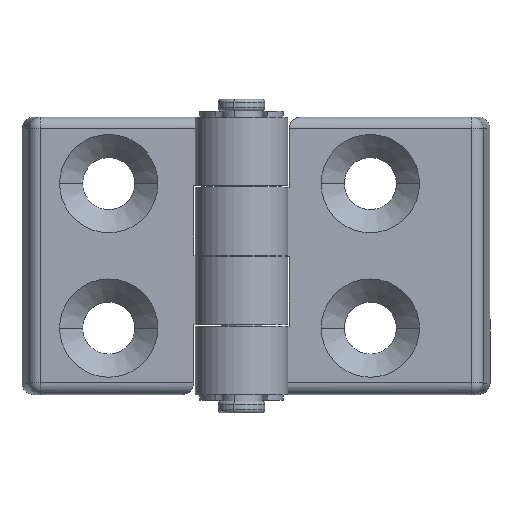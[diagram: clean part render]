
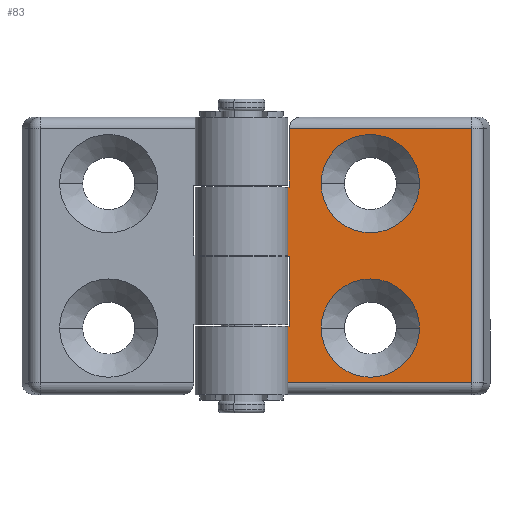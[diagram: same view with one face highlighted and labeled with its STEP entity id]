
A CAD part, top view. The second image highlights one B-rep face of the part: STEP entity #83.
In plain terms, the highlighted planar face has unit normal (0, 0, 1).
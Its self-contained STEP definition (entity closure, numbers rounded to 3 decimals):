
#69 = DIRECTION ( 'NONE',  ( 1., 0., 0. ) ) ;
#83 = ADVANCED_FACE ( 'NONE', ( #2736, #3385, #3735 ), #3657, .T. ) ;
#108 = DIRECTION ( 'NONE',  ( 0., 1., 0. ) ) ;
#119 = VERTEX_POINT ( 'NONE', #1299 ) ;
#139 = ORIENTED_EDGE ( 'NONE', *, *, #3472, .F. ) ;
#143 = EDGE_CURVE ( 'NONE', #5152, #4942, #2590, .T. ) ;
#325 = CIRCLE ( 'NONE', #2938, 8.5 ) ;
#327 = ORIENTED_EDGE ( 'NONE', *, *, #699, .T. ) ;
#370 = VERTEX_POINT ( 'NONE', #2451 ) ;
#441 = CARTESIAN_POINT ( 'NONE',  ( -14.3, -0.1, 4. ) ) ;
#468 = DIRECTION ( 'NONE',  ( 0., -1., 0. ) ) ;
#502 = LINE ( 'NONE', #5874, #3815 ) ;
#550 = LINE ( 'NONE', #4910, #4313 ) ;
#551 = CARTESIAN_POINT ( 'NONE',  ( 19.2, -22., 4. ) ) ;
#558 = DIRECTION ( 'NONE',  ( 0., -1., 0. ) ) ;
#604 = DIRECTION ( 'NONE',  ( 1., 0., 0. ) ) ;
#635 = CARTESIAN_POINT ( 'NONE',  ( -8.5, -12.5, 4. ) ) ;
#646 = CIRCLE ( 'NONE', #697, 8.5 ) ;
#697 = AXIS2_PLACEMENT_3D ( 'NONE', #4950, #5656, #604 ) ;
#699 = EDGE_CURVE ( 'NONE', #5699, #3601, #2507, .T. ) ;
#904 = CARTESIAN_POINT ( 'NONE',  ( 8.5, -12.5, 4. ) ) ;
#975 = VECTOR ( 'NONE', #69, 1000. ) ;
#979 = EDGE_LOOP ( 'NONE', ( #1216, #3900 ) ) ;
#983 = VECTOR ( 'NONE', #468, 1000. ) ;
#1216 = ORIENTED_EDGE ( 'NONE', *, *, #4679, .T. ) ;
#1247 = EDGE_CURVE ( 'NONE', #3702, #5152, #2578, .T. ) ;
#1298 = CIRCLE ( 'NONE', #2797, 8.5 ) ;
#1299 = CARTESIAN_POINT ( 'NONE',  ( -14., -12.2, 4. ) ) ;
#1337 = CARTESIAN_POINT ( 'NONE',  ( -14., 0., 4. ) ) ;
#1357 = ORIENTED_EDGE ( 'NONE', *, *, #2698, .T. ) ;
#1404 = AXIS2_PLACEMENT_3D ( 'NONE', #5205, #4255, #3354 ) ;
#1600 = DIRECTION ( 'NONE',  ( 1., 0., 0. ) ) ;
#1612 = CARTESIAN_POINT ( 'NONE',  ( -14.3, 11.9, 4. ) ) ;
#1617 = EDGE_CURVE ( 'NONE', #4815, #2916, #2570, .T. ) ;
#1746 = DIRECTION ( 'NONE',  ( 1., 0., 0. ) ) ;
#1763 = VECTOR ( 'NONE', #5105, 1000. ) ;
#1834 = DIRECTION ( 'NONE',  ( 1., 0., 0. ) ) ;
#2041 = CARTESIAN_POINT ( 'NONE',  ( -14.3, 24., 4. ) ) ;
#2236 = VECTOR ( 'NONE', #558, 1000. ) ;
#2451 = CARTESIAN_POINT ( 'NONE',  ( -8.5, 12.5, 4. ) ) ;
#2493 = DIRECTION ( 'NONE',  ( 0., -1., 0. ) ) ;
#2507 = LINE ( 'NONE', #2686, #983 ) ;
#2570 = LINE ( 'NONE', #2041, #5561 ) ;
#2572 = DIRECTION ( 'NONE',  ( 0., 0., 1. ) ) ;
#2578 = LINE ( 'NONE', #3251, #4836 ) ;
#2590 = LINE ( 'NONE', #1337, #2236 ) ;
#2602 = EDGE_LOOP ( 'NONE', ( #2700, #5455 ) ) ;
#2686 = CARTESIAN_POINT ( 'NONE',  ( -14.3, 24., 4. ) ) ;
#2698 = EDGE_CURVE ( 'NONE', #3601, #3389, #2951, .T. ) ;
#2700 = ORIENTED_EDGE ( 'NONE', *, *, #3753, .F. ) ;
#2736 = FACE_BOUND ( 'NONE', #979, .T. ) ;
#2765 = ORIENTED_EDGE ( 'NONE', *, *, #3142, .T. ) ;
#2797 = AXIS2_PLACEMENT_3D ( 'NONE', #3642, #4123, #1746 ) ;
#2886 = CARTESIAN_POINT ( 'NONE',  ( 17.54, 0., 4. ) ) ;
#2916 = VERTEX_POINT ( 'NONE', #441 ) ;
#2938 = AXIS2_PLACEMENT_3D ( 'NONE', #3855, #2572, #1600 ) ;
#2951 = LINE ( 'NONE', #551, #1763 ) ;
#3015 = ORIENTED_EDGE ( 'NONE', *, *, #5021, .F. ) ;
#3030 = VERTEX_POINT ( 'NONE', #4580 ) ;
#3142 = EDGE_CURVE ( 'NONE', #2916, #3030, #550, .T. ) ;
#3203 = CARTESIAN_POINT ( 'NONE',  ( 0., 0., 4. ) ) ;
#3241 = CARTESIAN_POINT ( 'NONE',  ( 0., -12.2, 4. ) ) ;
#3251 = CARTESIAN_POINT ( 'NONE',  ( -14., 22., 4. ) ) ;
#3354 = DIRECTION ( 'NONE',  ( 1., 0., 0. ) ) ;
#3384 = ORIENTED_EDGE ( 'NONE', *, *, #143, .T. ) ;
#3385 = FACE_BOUND ( 'NONE', #2602, .T. ) ;
#3389 = VERTEX_POINT ( 'NONE', #3692 ) ;
#3448 = VECTOR ( 'NONE', #108, 1000. ) ;
#3472 = EDGE_CURVE ( 'NONE', #5699, #119, #3870, .T. ) ;
#3497 = DIRECTION ( 'NONE',  ( 1., 0., 0. ) ) ;
#3533 = VECTOR ( 'NONE', #4381, 1000. ) ;
#3601 = VERTEX_POINT ( 'NONE', #5644 ) ;
#3641 = CIRCLE ( 'NONE', #1404, 8.5 ) ;
#3642 = CARTESIAN_POINT ( 'NONE',  ( 0., 12.5, 4. ) ) ;
#3657 = PLANE ( 'NONE',  #4935 ) ;
#3681 = VERTEX_POINT ( 'NONE', #5733 ) ;
#3692 = CARTESIAN_POINT ( 'NONE',  ( 17.54, -22., 4. ) ) ;
#3702 = VERTEX_POINT ( 'NONE', #4387 ) ;
#3735 = FACE_OUTER_BOUND ( 'NONE', #5442, .T. ) ;
#3753 = EDGE_CURVE ( 'NONE', #3681, #370, #325, .T. ) ;
#3769 = ORIENTED_EDGE ( 'NONE', *, *, #4857, .T. ) ;
#3815 = VECTOR ( 'NONE', #3497, 1000. ) ;
#3855 = CARTESIAN_POINT ( 'NONE',  ( 0., 12.5, 4. ) ) ;
#3870 = LINE ( 'NONE', #3241, #975 ) ;
#3888 = LINE ( 'NONE', #2886, #3448 ) ;
#3900 = ORIENTED_EDGE ( 'NONE', *, *, #5808, .T. ) ;
#3924 = ORIENTED_EDGE ( 'NONE', *, *, #1617, .T. ) ;
#4005 = CARTESIAN_POINT ( 'NONE',  ( -14., 22., 4. ) ) ;
#4012 = DIRECTION ( 'NONE',  ( 0., 0., 1. ) ) ;
#4123 = DIRECTION ( 'NONE',  ( 0., 0., 1. ) ) ;
#4255 = DIRECTION ( 'NONE',  ( 0., 0., -1. ) ) ;
#4313 = VECTOR ( 'NONE', #5380, 1000. ) ;
#4381 = DIRECTION ( 'NONE',  ( 0., -1., 0. ) ) ;
#4387 = CARTESIAN_POINT ( 'NONE',  ( 17.54, 22., 4. ) ) ;
#4580 = CARTESIAN_POINT ( 'NONE',  ( -14., -0.1, 4. ) ) ;
#4679 = EDGE_CURVE ( 'NONE', #5410, #5971, #3641, .T. ) ;
#4815 = VERTEX_POINT ( 'NONE', #1612 ) ;
#4816 = CARTESIAN_POINT ( 'NONE',  ( -14.3, -12.2, 4. ) ) ;
#4836 = VECTOR ( 'NONE', #5240, 1000. ) ;
#4857 = EDGE_CURVE ( 'NONE', #3030, #119, #5440, .T. ) ;
#4867 = ORIENTED_EDGE ( 'NONE', *, *, #1247, .T. ) ;
#4910 = CARTESIAN_POINT ( 'NONE',  ( 0., -0.1, 4. ) ) ;
#4935 = AXIS2_PLACEMENT_3D ( 'NONE', #3203, #4012, #1834 ) ;
#4942 = VERTEX_POINT ( 'NONE', #4957 ) ;
#4950 = CARTESIAN_POINT ( 'NONE',  ( 0., -12.5, 4. ) ) ;
#4957 = CARTESIAN_POINT ( 'NONE',  ( -14., 11.9, 4. ) ) ;
#5021 = EDGE_CURVE ( 'NONE', #4815, #4942, #502, .T. ) ;
#5105 = DIRECTION ( 'NONE',  ( 1., 0., 0. ) ) ;
#5152 = VERTEX_POINT ( 'NONE', #4005 ) ;
#5205 = CARTESIAN_POINT ( 'NONE',  ( 0., -12.5, 4. ) ) ;
#5220 = EDGE_CURVE ( 'NONE', #3389, #3702, #3888, .T. ) ;
#5238 = ORIENTED_EDGE ( 'NONE', *, *, #5220, .T. ) ;
#5240 = DIRECTION ( 'NONE',  ( -1., 0., 0. ) ) ;
#5371 = EDGE_CURVE ( 'NONE', #370, #3681, #1298, .T. ) ;
#5380 = DIRECTION ( 'NONE',  ( 1., 0., 0. ) ) ;
#5410 = VERTEX_POINT ( 'NONE', #904 ) ;
#5440 = LINE ( 'NONE', #5771, #3533 ) ;
#5442 = EDGE_LOOP ( 'NONE', ( #5238, #4867, #3384, #3015, #3924, #2765, #3769, #139, #327, #1357 ) ) ;
#5455 = ORIENTED_EDGE ( 'NONE', *, *, #5371, .F. ) ;
#5561 = VECTOR ( 'NONE', #2493, 1000. ) ;
#5644 = CARTESIAN_POINT ( 'NONE',  ( -14.3, -22., 4. ) ) ;
#5656 = DIRECTION ( 'NONE',  ( 0., 0., -1. ) ) ;
#5699 = VERTEX_POINT ( 'NONE', #4816 ) ;
#5733 = CARTESIAN_POINT ( 'NONE',  ( 8.5, 12.5, 4. ) ) ;
#5771 = CARTESIAN_POINT ( 'NONE',  ( -14., 0., 4. ) ) ;
#5808 = EDGE_CURVE ( 'NONE', #5971, #5410, #646, .T. ) ;
#5874 = CARTESIAN_POINT ( 'NONE',  ( 0., 11.9, 4. ) ) ;
#5971 = VERTEX_POINT ( 'NONE', #635 ) ;
